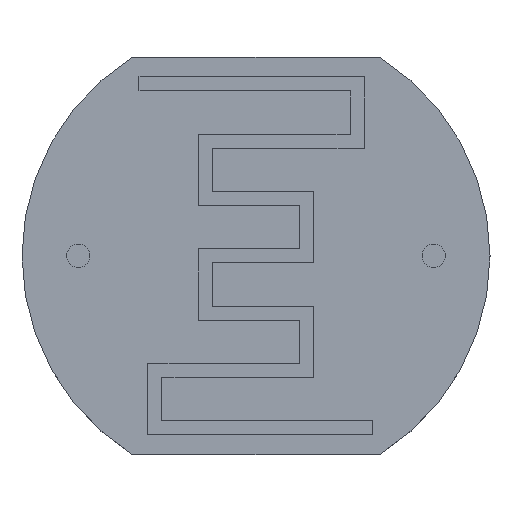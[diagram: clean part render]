
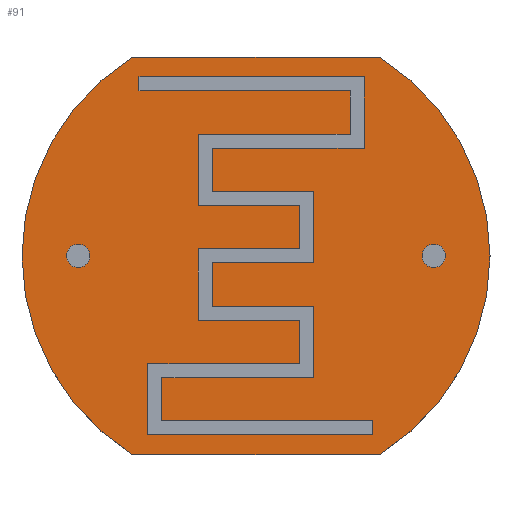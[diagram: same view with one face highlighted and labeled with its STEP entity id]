
A CAD part, top view. The second image highlights one B-rep face of the part: STEP entity #91.
In plain terms, the highlighted planar face has unit normal (0, 0, 1).
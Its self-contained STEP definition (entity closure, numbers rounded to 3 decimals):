
#13=DIRECTION('',(0.,0.,1.));
#22=VERTEX_POINT('',#23);
#23=CARTESIAN_POINT('',(1.166,4.25,3.9));
#36=DIRECTION('',(1.,0.,0.));
#39=VERTEX_POINT('',#40);
#40=CARTESIAN_POINT('',(1.166,-4.25,3.9));
#42=ORIENTED_EDGE('',*,*,#43,.F.);
#43=EDGE_CURVE('',#22,#39,#44,.T.);
#44=CIRCLE('',#45,5.);
#45=AXIS2_PLACEMENT_3D('',#46,#13,#36);
#46=CARTESIAN_POINT('',(3.8,0.,3.9));
#57=VECTOR('',#36,1.);
#60=VERTEX_POINT('',#61);
#61=CARTESIAN_POINT('',(6.434,4.25,3.9));
#64=EDGE_CURVE('',#22,#60,#65,.T.);
#65=LINE('',#66,#57);
#66=CARTESIAN_POINT('',(1.166,4.25,3.9));
#82=VERTEX_POINT('',#83);
#83=CARTESIAN_POINT('',(6.434,-4.25,3.9));
#85=ORIENTED_EDGE('',*,*,#86,.F.);
#86=EDGE_CURVE('',#39,#82,#87,.T.);
#87=LINE('',#88,#57);
#88=CARTESIAN_POINT('',(1.166,-4.25,3.9));
#91=ADVANCED_FACE('',(#92,#97,#107),#116,.F.);
#92=FACE_BOUND('',#93,.F.);
#93=EDGE_LOOP('',(#42,#94,#95,#85));
#94=ORIENTED_EDGE('',*,*,#64,.T.);
#95=ORIENTED_EDGE('',*,*,#96,.F.);
#96=EDGE_CURVE('',#82,#60,#44,.T.);
#97=FACE_BOUND('',#98,.F.);
#98=EDGE_LOOP('',(#99));
#99=ORIENTED_EDGE('',*,*,#100,.F.);
#100=EDGE_CURVE('',#101,#101,#103,.T.);
#101=VERTEX_POINT('',#102);
#102=CARTESIAN_POINT('',(0.25,0.,3.9));
#103=CIRCLE('',#104,0.25);
#104=AXIS2_PLACEMENT_3D('',#105,#106,#36);
#105=CARTESIAN_POINT('',(0.,0.,3.9));
#106=DIRECTION('',(0.,0.,-1.));
#107=FACE_BOUND('',#108,.F.);
#108=EDGE_LOOP('',(#109));
#109=ORIENTED_EDGE('',*,*,#110,.F.);
#110=EDGE_CURVE('',#111,#111,#113,.T.);
#111=VERTEX_POINT('',#112);
#112=CARTESIAN_POINT('',(7.85,0.,3.9));
#113=CIRCLE('',#114,0.25);
#114=AXIS2_PLACEMENT_3D('',#115,#106,#36);
#115=CARTESIAN_POINT('',(7.6,0.,3.9));
#116=PLANE('',#117);
#117=AXIS2_PLACEMENT_3D('',#118,#106,#119);
#118=CARTESIAN_POINT('',(1.166,4.25,3.9));
#119=DIRECTION('',(-1.,0.,0.));
